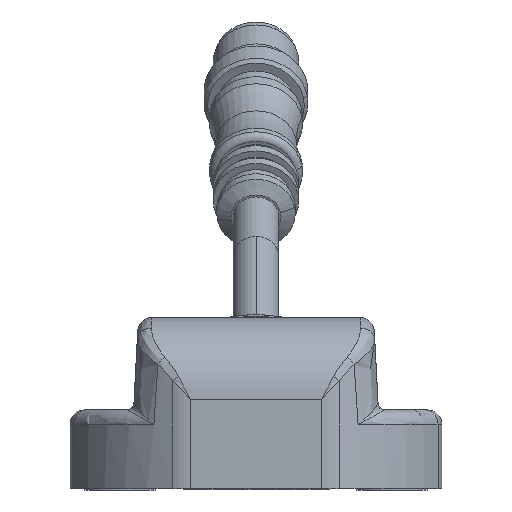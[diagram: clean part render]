
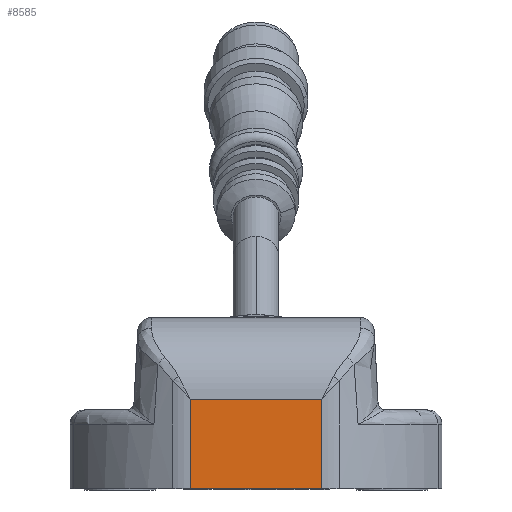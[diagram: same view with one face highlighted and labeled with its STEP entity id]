
A CAD part, front view. The second image highlights one B-rep face of the part: STEP entity #8585.
In plain terms, the highlighted planar face has unit normal (0, -1, 0).
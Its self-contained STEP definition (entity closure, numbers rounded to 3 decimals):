
#1909 = EDGE_CURVE ( 'NONE', #4674, #16545, #3053, .T. ) ;
#2294 = DIRECTION ( 'NONE',  ( 0., 0., 1. ) ) ;
#2603 = CARTESIAN_POINT ( 'NONE',  ( 5.5, -26., 9.2 ) ) ;
#2843 = CARTESIAN_POINT ( 'NONE',  ( -9.165, -26., 9.2 ) ) ;
#3053 = LINE ( 'NONE', #4125, #8973 ) ;
#3987 = DIRECTION ( 'NONE',  ( -1., 0., 0. ) ) ;
#4125 = CARTESIAN_POINT ( 'NONE',  ( 10.392, -26., -3.3 ) ) ;
#4220 = EDGE_CURVE ( 'NONE', #4674, #10888, #7327, .T. ) ;
#4579 = ORIENTED_EDGE ( 'NONE', *, *, #15158, .T. ) ;
#4674 = VERTEX_POINT ( 'NONE', #16481 ) ;
#4695 = CARTESIAN_POINT ( 'NONE',  ( 10.392, -26., 7.7 ) ) ;
#5375 = ORIENTED_EDGE ( 'NONE', *, *, #7352, .T. ) ;
#5413 = EDGE_LOOP ( 'NONE', ( #5375, #15234, #16125, #4579 ) ) ;
#5942 = AXIS2_PLACEMENT_3D ( 'NONE', #4695, #15553, #7420 ) ;
#6082 = PLANE ( 'NONE',  #5942 ) ;
#7327 = LINE ( 'NONE', #14835, #14110 ) ;
#7352 = EDGE_CURVE ( 'NONE', #11356, #10888, #7458, .T. ) ;
#7420 = DIRECTION ( 'NONE',  ( -1., 0., 0. ) ) ;
#7458 = LINE ( 'NONE', #2603, #14243 ) ;
#8585 = ADVANCED_FACE ( 'NONE', ( #15500 ), #6082, .F. ) ;
#8973 = VECTOR ( 'NONE', #13592, 1000. ) ;
#10397 = CARTESIAN_POINT ( 'NONE',  ( 9.165, -26., 7.7 ) ) ;
#10888 = VERTEX_POINT ( 'NONE', #2843 ) ;
#11356 = VERTEX_POINT ( 'NONE', #13897 ) ;
#13592 = DIRECTION ( 'NONE',  ( 1., 0., 0. ) ) ;
#13897 = CARTESIAN_POINT ( 'NONE',  ( 9.165, -26., 9.2 ) ) ;
#14031 = CARTESIAN_POINT ( 'NONE',  ( 9.165, -26., -3.3 ) ) ;
#14110 = VECTOR ( 'NONE', #16132, 1000. ) ;
#14218 = LINE ( 'NONE', #10397, #17438 ) ;
#14243 = VECTOR ( 'NONE', #3987, 1000. ) ;
#14835 = CARTESIAN_POINT ( 'NONE',  ( -9.165, -26., 7.7 ) ) ;
#15158 = EDGE_CURVE ( 'NONE', #16545, #11356, #14218, .T. ) ;
#15234 = ORIENTED_EDGE ( 'NONE', *, *, #4220, .F. ) ;
#15500 = FACE_OUTER_BOUND ( 'NONE', #5413, .T. ) ;
#15553 = DIRECTION ( 'NONE',  ( 0., 1., 0. ) ) ;
#16125 = ORIENTED_EDGE ( 'NONE', *, *, #1909, .T. ) ;
#16132 = DIRECTION ( 'NONE',  ( 0., 0., 1. ) ) ;
#16481 = CARTESIAN_POINT ( 'NONE',  ( -9.165, -26., -3.3 ) ) ;
#16545 = VERTEX_POINT ( 'NONE', #14031 ) ;
#17438 = VECTOR ( 'NONE', #2294, 1000. ) ;
